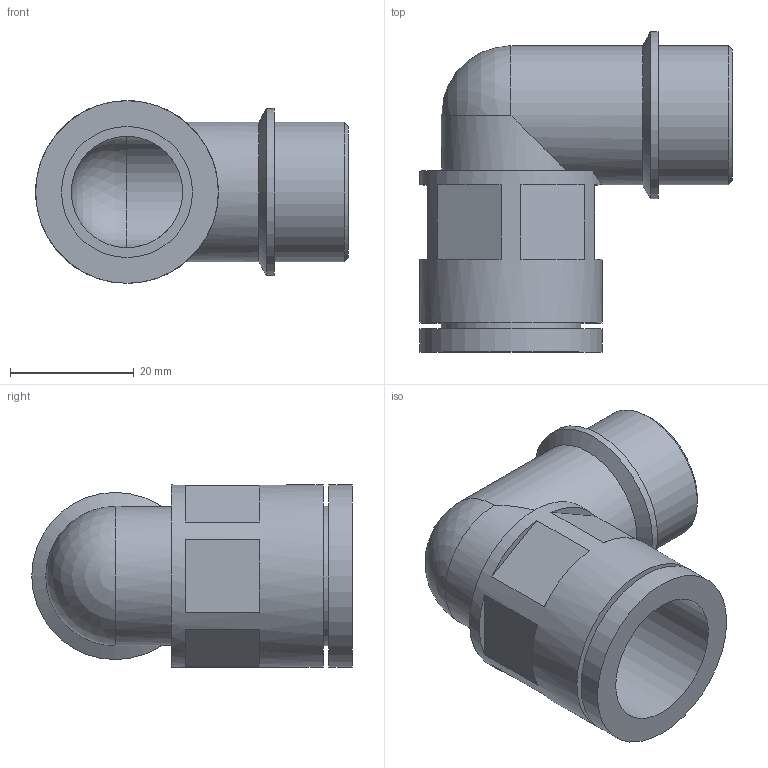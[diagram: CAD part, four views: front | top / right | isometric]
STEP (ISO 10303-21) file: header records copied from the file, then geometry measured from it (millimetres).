
FILE_DESCRIPTION(/* description */ ('STEP AP214'),/* implementation_level */ '2;1');
FILE_NAME(/* name */ '177576_MKRL-165-PG-16',/* time_stamp */ '2024-09-06T16:50:35+02:00',/* author */ ('License CC BY-ND 4.0'),/* organization */ ('CADENAS'),/* preprocessor_version */ 'ST-DEVELOPER v19.3',/* originating_system */ 'PARTsolutions',/* authorisation */ ' ');
FILE_SCHEMA (('AUTOMOTIVE_DESIGN {1 0 10303 214 3 1 1}'));
Length unit declared in the file: millimetre
Products named in the file (1): 177576 MKRL-16,5-PG-16
Bounding box: 50.5 x 51.75 x 29.5 mm (x, y, z)
Volume: 15308.2 mm3; surface area: 11830 mm2
Topology: 1 solids, 1 shells, 39 faces, 81 edges, 51 vertices
Faces by surface type: plane 25, cylinder 10, sphere 2, cone 2
Full cylindrical faces by diameter (mm): 18 x2, 21.16 x1, 22.5 x3, 27 x1, 29.5 x2
Entity records: 986 total; most frequent: DIRECTION 180, CARTESIAN_POINT 161, ORIENTED_EDGE 130, AXIS2_PLACEMENT_3D 77, EDGE_CURVE 65, EDGE_LOOP 61, FACE_BOUND 61, VERTEX_POINT 48
